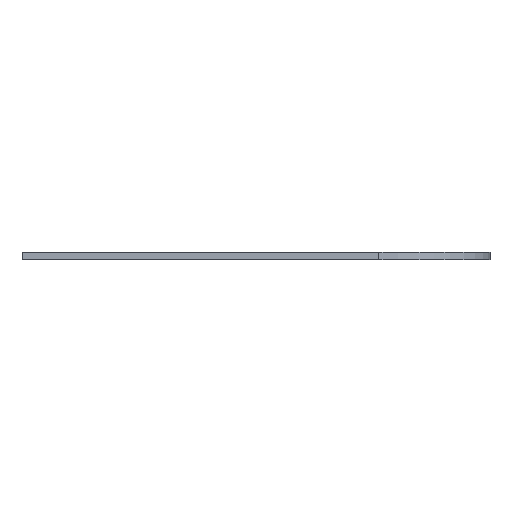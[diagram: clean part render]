
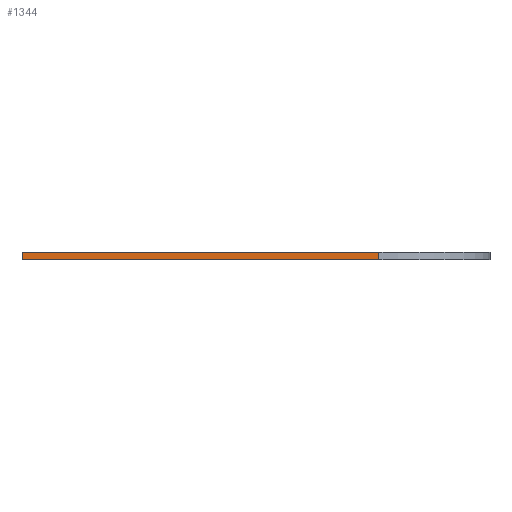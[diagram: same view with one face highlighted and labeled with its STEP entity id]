
A CAD part, left-side view. The second image highlights one B-rep face of the part: STEP entity #1344.
In plain terms, the highlighted planar face has unit normal (-1, 0, 0).
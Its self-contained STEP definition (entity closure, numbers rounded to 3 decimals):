
#113 = DIRECTION ( 'NONE',  ( 0., 0., -1. ) ) ;
#152 = VERTEX_POINT ( 'NONE', #523 ) ;
#255 = EDGE_CURVE ( 'NONE', #2251, #1459, #1984, .T. ) ;
#304 = ORIENTED_EDGE ( 'NONE', *, *, #255, .T. ) ;
#335 = FACE_OUTER_BOUND ( 'NONE', #1423, .T. ) ;
#370 = DIRECTION ( 'NONE',  ( 1., 0., 0. ) ) ;
#476 = LINE ( 'NONE', #2241, #680 ) ;
#496 = DIRECTION ( 'NONE',  ( 0., -1., 0. ) ) ;
#513 = EDGE_CURVE ( 'NONE', #1384, #1459, #719, .T. ) ;
#523 = CARTESIAN_POINT ( 'NONE',  ( -6.65, -15.25, 17. ) ) ;
#617 = DIRECTION ( 'NONE',  ( 0., -1., 0. ) ) ;
#676 = VECTOR ( 'NONE', #2284, 1000. ) ;
#680 = VECTOR ( 'NONE', #113, 1000. ) ;
#719 = LINE ( 'NONE', #1299, #676 ) ;
#930 = CARTESIAN_POINT ( 'NONE',  ( -6.65, -15.25, 16.9 ) ) ;
#1112 = DIRECTION ( 'NONE',  ( 0., -1., 0. ) ) ;
#1291 = VECTOR ( 'NONE', #496, 1000. ) ;
#1299 = CARTESIAN_POINT ( 'NONE',  ( -6.65, -19.75, 17. ) ) ;
#1344 = ADVANCED_FACE ( 'NONE', ( #335 ), #2314, .F. ) ;
#1370 = CARTESIAN_POINT ( 'NONE',  ( -6.65, -19.75, 17. ) ) ;
#1384 = VERTEX_POINT ( 'NONE', #1370 ) ;
#1423 = EDGE_LOOP ( 'NONE', ( #304, #2004, #1927, #1898 ) ) ;
#1459 = VERTEX_POINT ( 'NONE', #2370 ) ;
#1477 = LINE ( 'NONE', #2264, #1291 ) ;
#1611 = CARTESIAN_POINT ( 'NONE',  ( -6.65, -15.25, 16.9 ) ) ;
#1898 = ORIENTED_EDGE ( 'NONE', *, *, #2399, .T. ) ;
#1927 = ORIENTED_EDGE ( 'NONE', *, *, #2175, .F. ) ;
#1984 = LINE ( 'NONE', #1611, #2527 ) ;
#2004 = ORIENTED_EDGE ( 'NONE', *, *, #513, .F. ) ;
#2134 = CARTESIAN_POINT ( 'NONE',  ( -6.65, -15.25, 17. ) ) ;
#2175 = EDGE_CURVE ( 'NONE', #152, #1384, #1477, .T. ) ;
#2241 = CARTESIAN_POINT ( 'NONE',  ( -6.65, -15.25, 17. ) ) ;
#2251 = VERTEX_POINT ( 'NONE', #930 ) ;
#2264 = CARTESIAN_POINT ( 'NONE',  ( -6.65, -15.25, 17. ) ) ;
#2284 = DIRECTION ( 'NONE',  ( 0., 0., -1. ) ) ;
#2314 = PLANE ( 'NONE',  #2367 ) ;
#2367 = AXIS2_PLACEMENT_3D ( 'NONE', #2134, #370, #1112 ) ;
#2370 = CARTESIAN_POINT ( 'NONE',  ( -6.65, -19.75, 16.9 ) ) ;
#2399 = EDGE_CURVE ( 'NONE', #152, #2251, #476, .T. ) ;
#2527 = VECTOR ( 'NONE', #617, 1000. ) ;
